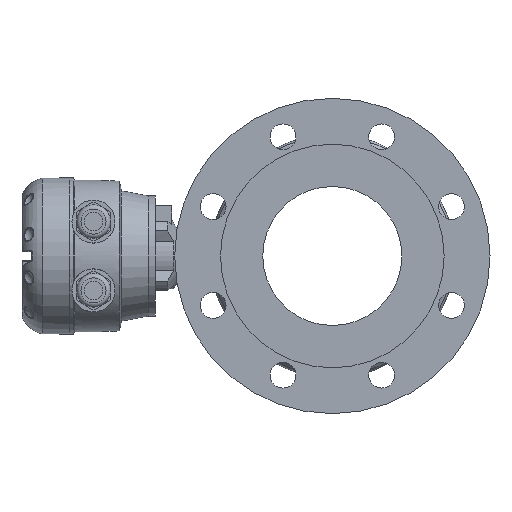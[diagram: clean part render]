
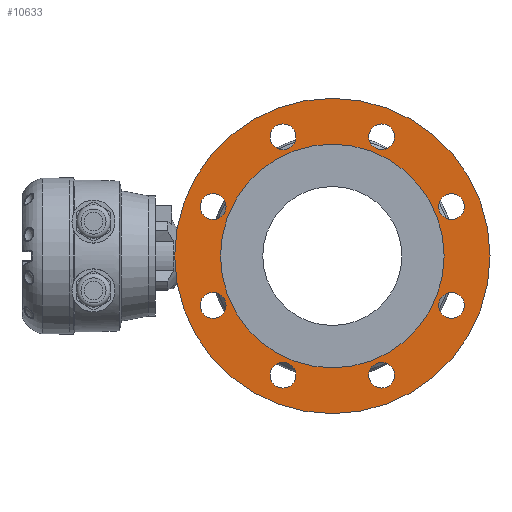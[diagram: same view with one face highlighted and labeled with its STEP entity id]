
A CAD part, left-side view. The second image highlights one B-rep face of the part: STEP entity #10633.
In plain terms, the highlighted planar face has unit normal (-1, 0, 0).
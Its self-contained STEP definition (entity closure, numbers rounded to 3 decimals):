
#327 = CARTESIAN_POINT ( 'NONE',  ( -114.805, -33.868, -44.984 ) ) ;
#336 = DIRECTION ( 'NONE',  ( -1., 0., 0. ) ) ;
#337 = DIRECTION ( 'NONE',  ( 0., 0., 1. ) ) ;
#373 = CARTESIAN_POINT ( 'NONE',  ( -114.805, -151.458, 72.606 ) ) ;
#374 = DIRECTION ( 'NONE',  ( -1., 0., 0. ) ) ;
#375 = DIRECTION ( 'NONE',  ( 0., 0., 1. ) ) ;
#411 = CARTESIAN_POINT ( 'NONE',  ( -114.805, -82.575, -93.692 ) ) ;
#416 = DIRECTION ( 'NONE',  ( -1., 0., 0. ) ) ;
#417 = DIRECTION ( 'NONE',  ( 0., 0., 1. ) ) ;
#1517 = EDGE_CURVE ( 'NONE', #5277, #5277, #15372, .T. ) ;
#1520 = EDGE_CURVE ( 'NONE', #5286, #5286, #15376, .T. ) ;
#1532 = EDGE_CURVE ( 'NONE', #5290, #5290, #15397, .T. ) ;
#1616 = EDGE_CURVE ( 'NONE', #5302, #5302, #15516, .T. ) ;
#1630 = EDGE_CURVE ( 'NONE', #5306, #5306, #15535, .T. ) ;
#1634 = EDGE_CURVE ( 'NONE', #5310, #5310, #15538, .T. ) ;
#3489 = DIRECTION ( 'NONE',  ( 0., 0., 1. ) ) ;
#3496 = DIRECTION ( 'NONE',  ( -1., 0., 0. ) ) ;
#3500 = CARTESIAN_POINT ( 'NONE',  ( -114.805, -151.458, -93.692 ) ) ;
#3756 = EDGE_CURVE ( 'NONE', #5414, #5414, #15812, .T. ) ;
#3816 = CARTESIAN_POINT ( 'NONE',  ( -114.805, -117.017, -10.543 ) ) ;
#3946 = CARTESIAN_POINT ( 'NONE',  ( -114.805, -200.166, -44.984 ) ) ;
#3948 = DIRECTION ( 'NONE',  ( -1., 0., 0. ) ) ;
#3949 = DIRECTION ( 'NONE',  ( 0., 0., 1. ) ) ;
#3961 = DIRECTION ( 'NONE',  ( 0., 0., -1. ) ) ;
#3965 = CARTESIAN_POINT ( 'NONE',  ( -114.805, -82.575, 72.606 ) ) ;
#3966 = DIRECTION ( 'NONE',  ( 1., 0., 0. ) ) ;
#3967 = DIRECTION ( 'NONE',  ( -1., 0., 0. ) ) ;
#3968 = DIRECTION ( 'NONE',  ( 0., 0., 1. ) ) ;
#5213 = PLANE ( 'NONE',  #6589 ) ;
#5220 = CARTESIAN_POINT ( 'NONE',  ( -114.805, -117.017, -10.543 ) ) ;
#5225 = DIRECTION ( 'NONE',  ( -1., 0., 0. ) ) ;
#5226 = DIRECTION ( 'NONE',  ( 0., 0., -1. ) ) ;
#5277 = VERTEX_POINT ( 'NONE', #5285 ) ;
#5285 = CARTESIAN_POINT ( 'NONE',  ( -114.805, -33.868, 32.899 ) ) ;
#5286 = VERTEX_POINT ( 'NONE', #5287 ) ;
#5287 = CARTESIAN_POINT ( 'NONE',  ( -114.805, -200.166, 32.899 ) ) ;
#5290 = VERTEX_POINT ( 'NONE', #5291 ) ;
#5291 = CARTESIAN_POINT ( 'NONE',  ( -114.805, -151.458, -84.692 ) ) ;
#5302 = VERTEX_POINT ( 'NONE', #5303 ) ;
#5303 = CARTESIAN_POINT ( 'NONE',  ( -114.805, -117.017, -120.543 ) ) ;
#5306 = VERTEX_POINT ( 'NONE', #5307 ) ;
#5307 = CARTESIAN_POINT ( 'NONE',  ( -114.805, -200.166, -35.984 ) ) ;
#5310 = VERTEX_POINT ( 'NONE', #5311 ) ;
#5311 = CARTESIAN_POINT ( 'NONE',  ( -114.805, -82.575, 81.606 ) ) ;
#5414 = VERTEX_POINT ( 'NONE', #5415 ) ;
#5415 = CARTESIAN_POINT ( 'NONE',  ( -114.805, -117.017, -88.543 ) ) ;
#5430 = VERTEX_POINT ( 'NONE', #5431 ) ;
#5431 = CARTESIAN_POINT ( 'NONE',  ( -114.805, -33.868, -35.984 ) ) ;
#5438 = VERTEX_POINT ( 'NONE', #5439 ) ;
#5439 = CARTESIAN_POINT ( 'NONE',  ( -114.805, -151.458, 81.606 ) ) ;
#5448 = VERTEX_POINT ( 'NONE', #5449 ) ;
#5449 = CARTESIAN_POINT ( 'NONE',  ( -114.805, -82.575, -84.692 ) ) ;
#5575 = EDGE_CURVE ( 'NONE', #5430, #5430, #12150, .T. ) ;
#5587 = EDGE_CURVE ( 'NONE', #5438, #5438, #12167, .T. ) ;
#5603 = EDGE_CURVE ( 'NONE', #5448, #5448, #12189, .T. ) ;
#5994 = AXIS2_PLACEMENT_3D ( 'NONE', #7236, #6832, #8849 ) ;
#5997 = AXIS2_PLACEMENT_3D ( 'NONE', #7200, #8966, #6860 ) ;
#6002 = AXIS2_PLACEMENT_3D ( 'NONE', #3500, #3496, #3489 ) ;
#6017 = AXIS2_PLACEMENT_3D ( 'NONE', #3946, #3948, #3949 ) ;
#6023 = AXIS2_PLACEMENT_3D ( 'NONE', #3816, #3966, #3961 ) ;
#6029 = AXIS2_PLACEMENT_3D ( 'NONE', #3965, #3967, #3968 ) ;
#6140 = AXIS2_PLACEMENT_3D ( 'NONE', #12055, #12057, #12058 ) ;
#6161 = AXIS2_PLACEMENT_3D ( 'NONE', #327, #336, #337 ) ;
#6165 = AXIS2_PLACEMENT_3D ( 'NONE', #373, #374, #375 ) ;
#6167 = AXIS2_PLACEMENT_3D ( 'NONE', #411, #416, #417 ) ;
#6589 = AXIS2_PLACEMENT_3D ( 'NONE', #5220, #5225, #5226 ) ;
#6639 = FACE_BOUND ( 'NONE', #9977, .T. ) ;
#6640 = FACE_BOUND ( 'NONE', #10076, .T. ) ;
#6644 = FACE_BOUND ( 'NONE', #9979, .T. ) ;
#6645 = FACE_BOUND ( 'NONE', #9966, .T. ) ;
#6646 = FACE_BOUND ( 'NONE', #10135, .T. ) ;
#6647 = FACE_BOUND ( 'NONE', #9992, .T. ) ;
#6648 = FACE_BOUND ( 'NONE', #9968, .T. ) ;
#6649 = FACE_BOUND ( 'NONE', #10109, .T. ) ;
#6650 = FACE_BOUND ( 'NONE', #10010, .T. ) ;
#6651 = FACE_OUTER_BOUND ( 'NONE', #9990, .T. ) ;
#6832 = DIRECTION ( 'NONE',  ( -1., 0., 0. ) ) ;
#6860 = DIRECTION ( 'NONE',  ( 0., 0., 1. ) ) ;
#7200 = CARTESIAN_POINT ( 'NONE',  ( -114.805, -33.868, 23.899 ) ) ;
#7236 = CARTESIAN_POINT ( 'NONE',  ( -114.805, -200.166, 23.899 ) ) ;
#8849 = DIRECTION ( 'NONE',  ( 0., 0., 1. ) ) ;
#8966 = DIRECTION ( 'NONE',  ( -1., 0., 0. ) ) ;
#9966 = EDGE_LOOP ( 'NONE', ( #15153 ) ) ;
#9968 = EDGE_LOOP ( 'NONE', ( #15146 ) ) ;
#9977 = EDGE_LOOP ( 'NONE', ( #15149 ) ) ;
#9979 = EDGE_LOOP ( 'NONE', ( #15148 ) ) ;
#9990 = EDGE_LOOP ( 'NONE', ( #15152 ) ) ;
#9992 = EDGE_LOOP ( 'NONE', ( #15150 ) ) ;
#10010 = EDGE_LOOP ( 'NONE', ( #15147 ) ) ;
#10076 = EDGE_LOOP ( 'NONE', ( #15144 ) ) ;
#10109 = EDGE_LOOP ( 'NONE', ( #15151 ) ) ;
#10135 = EDGE_LOOP ( 'NONE', ( #15145 ) ) ;
#10633 = ADVANCED_FACE ( 'NONE', ( #6640, #6646, #6648, #6650, #6644, #6639, #6647, #6649, #6651, #6645 ), #5213, .T. ) ;
#12055 = CARTESIAN_POINT ( 'NONE',  ( -114.805, -117.017, -10.543 ) ) ;
#12057 = DIRECTION ( 'NONE',  ( 1., 0., 0. ) ) ;
#12058 = DIRECTION ( 'NONE',  ( 0., 0., -1. ) ) ;
#12150 = CIRCLE ( 'NONE', #6161, 9. ) ;
#12167 = CIRCLE ( 'NONE', #6165, 9. ) ;
#12189 = CIRCLE ( 'NONE', #6167, 9. ) ;
#15144 = ORIENTED_EDGE ( 'NONE', *, *, #1517, .F. ) ;
#15145 = ORIENTED_EDGE ( 'NONE', *, *, #1634, .F. ) ;
#15146 = ORIENTED_EDGE ( 'NONE', *, *, #5587, .F. ) ;
#15147 = ORIENTED_EDGE ( 'NONE', *, *, #1520, .F. ) ;
#15148 = ORIENTED_EDGE ( 'NONE', *, *, #1630, .F. ) ;
#15149 = ORIENTED_EDGE ( 'NONE', *, *, #1532, .F. ) ;
#15150 = ORIENTED_EDGE ( 'NONE', *, *, #5603, .F. ) ;
#15151 = ORIENTED_EDGE ( 'NONE', *, *, #5575, .F. ) ;
#15152 = ORIENTED_EDGE ( 'NONE', *, *, #1616, .F. ) ;
#15153 = ORIENTED_EDGE ( 'NONE', *, *, #3756, .T. ) ;
#15372 = CIRCLE ( 'NONE', #5997, 9. ) ;
#15376 = CIRCLE ( 'NONE', #5994, 9. ) ;
#15397 = CIRCLE ( 'NONE', #6002, 9. ) ;
#15516 = CIRCLE ( 'NONE', #6023, 110. ) ;
#15535 = CIRCLE ( 'NONE', #6017, 9. ) ;
#15538 = CIRCLE ( 'NONE', #6029, 9. ) ;
#15812 = CIRCLE ( 'NONE', #6140, 78. ) ;
